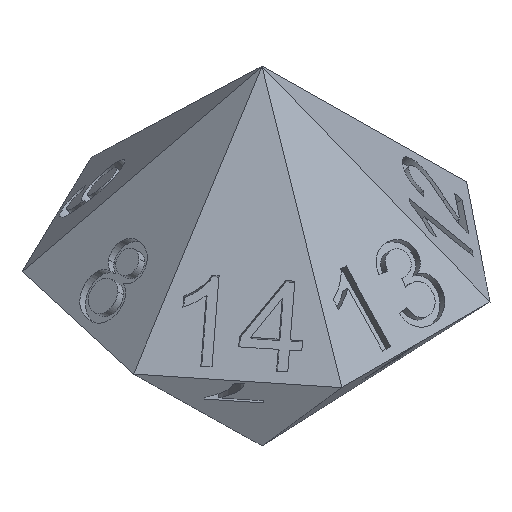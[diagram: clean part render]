
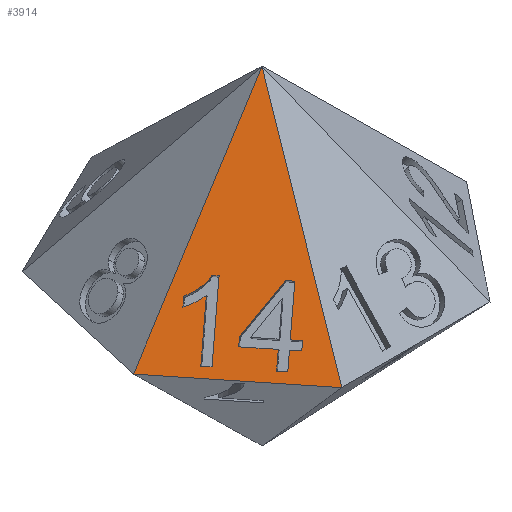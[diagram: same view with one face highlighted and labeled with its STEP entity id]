
A CAD part, isometric view. The second image highlights one B-rep face of the part: STEP entity #3914.
In plain terms, the highlighted planar face has unit normal (-0.571, -0.455, 0.684).
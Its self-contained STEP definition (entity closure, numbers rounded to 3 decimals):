
#3472=CARTESIAN_POINT('',(-12.821,-3.082,0.));
#3473=VERTEX_POINT('',#3472);
#3480=CARTESIAN_POINT('',(0.,-0.156,12.65));
#3481=VERTEX_POINT('',#3480);
#3482=CARTESIAN_POINT('',(0.,-0.156,12.65));
#3483=DIRECTION('',(-0.703,-0.16,-0.693));
#3484=VECTOR('',#3483,18.248);
#3485=LINE('',#3482,#3484);
#3486=EDGE_CURVE('',#3481,#3473,#3485,.T.);
#3688=CARTESIAN_POINT('',(-5.706,-12.005,0.));
#3689=VERTEX_POINT('',#3688);
#3696=CARTESIAN_POINT('',(-12.821,-3.082,0.));
#3697=DIRECTION('',(0.623,-0.782,0.));
#3698=VECTOR('',#3697,11.412);
#3699=LINE('',#3696,#3698);
#3700=EDGE_CURVE('',#3473,#3689,#3699,.T.);
#3743=CARTESIAN_POINT('',(-9.264,-7.544,0.));
#3744=DIRECTION('',(-0.571,-0.455,0.684));
#3745=DIRECTION('',(0.768,-0.,0.641));
#3746=AXIS2_PLACEMENT_3D('',#3743,#3744,#3745);
#3747=PLANE('',#3746);
#3748=CARTESIAN_POINT('',(-5.863,-9.142,1.775));
#3749=VERTEX_POINT('',#3748);
#3750=CARTESIAN_POINT('',(-6.163,-9.382,1.365));
#3751=VERTEX_POINT('',#3750);
#3752=CARTESIAN_POINT('',(-5.863,-9.142,1.775));
#3753=DIRECTION('',(-0.534,-0.426,-0.73));
#3754=VECTOR('',#3753,0.562);
#3755=LINE('',#3752,#3754);
#3756=EDGE_CURVE('',#3749,#3751,#3755,.T.);
#3757=ORIENTED_EDGE('',*,*,#3756,.T.);
#3758=CARTESIAN_POINT('',(-6.584,-8.854,1.365));
#3759=VERTEX_POINT('',#3758);
#3760=CARTESIAN_POINT('',(-6.163,-9.382,1.365));
#3761=DIRECTION('',(-0.623,0.782,-0.));
#3762=VECTOR('',#3761,0.675);
#3763=LINE('',#3760,#3762);
#3764=EDGE_CURVE('',#3751,#3759,#3763,.T.);
#3765=ORIENTED_EDGE('',*,*,#3764,.T.);
#3766=CARTESIAN_POINT('',(-7.223,-9.364,0.491));
#3767=VERTEX_POINT('',#3766);
#3768=CARTESIAN_POINT('',(-6.584,-8.854,1.365));
#3769=DIRECTION('',(-0.534,-0.426,-0.73));
#3770=VECTOR('',#3769,1.196);
#3771=LINE('',#3768,#3770);
#3772=EDGE_CURVE('',#3759,#3767,#3771,.T.);
#3773=ORIENTED_EDGE('',*,*,#3772,.T.);
#3774=CARTESIAN_POINT('',(-7.606,-8.884,0.491));
#3775=VERTEX_POINT('',#3774);
#3776=CARTESIAN_POINT('',(-7.223,-9.364,0.491));
#3777=DIRECTION('',(-0.623,0.782,0.));
#3778=VECTOR('',#3777,0.613);
#3779=LINE('',#3776,#3778);
#3780=EDGE_CURVE('',#3767,#3775,#3779,.T.);
#3781=ORIENTED_EDGE('',*,*,#3780,.T.);
#3782=CARTESIAN_POINT('',(-6.966,-8.375,1.365));
#3783=VERTEX_POINT('',#3782);
#3784=CARTESIAN_POINT('',(-7.606,-8.884,0.491));
#3785=DIRECTION('',(0.534,0.426,0.73));
#3786=VECTOR('',#3785,1.196);
#3787=LINE('',#3784,#3786);
#3788=EDGE_CURVE('',#3775,#3783,#3787,.T.);
#3789=ORIENTED_EDGE('',*,*,#3788,.T.);
#3790=CARTESIAN_POINT('',(-8.318,-6.68,1.365));
#3791=VERTEX_POINT('',#3790);
#3792=CARTESIAN_POINT('',(-6.966,-8.375,1.365));
#3793=DIRECTION('',(-0.623,0.782,-0.));
#3794=VECTOR('',#3793,2.168);
#3795=LINE('',#3792,#3794);
#3796=EDGE_CURVE('',#3783,#3791,#3795,.T.);
#3797=ORIENTED_EDGE('',*,*,#3796,.T.);
#3798=CARTESIAN_POINT('',(-8.017,-6.44,1.775));
#3799=VERTEX_POINT('',#3798);
#3800=CARTESIAN_POINT('',(-8.318,-6.68,1.365));
#3801=DIRECTION('',(0.534,0.426,0.73));
#3802=VECTOR('',#3801,0.562);
#3803=LINE('',#3800,#3802);
#3804=EDGE_CURVE('',#3791,#3799,#3803,.T.);
#3805=ORIENTED_EDGE('',*,*,#3804,.T.);
#3806=CARTESIAN_POINT('',(-4.865,-6.843,4.138));
#3807=VERTEX_POINT('',#3806);
#3808=CARTESIAN_POINT('',(-8.017,-6.44,1.775));
#3809=DIRECTION('',(0.796,-0.102,0.597));
#3810=VECTOR('',#3809,3.96);
#3811=LINE('',#3808,#3810);
#3812=EDGE_CURVE('',#3799,#3807,#3811,.T.);
#3813=ORIENTED_EDGE('',*,*,#3812,.T.);
#3814=CARTESIAN_POINT('',(-4.553,-7.234,4.138));
#3815=VERTEX_POINT('',#3814);
#3816=CARTESIAN_POINT('',(-4.865,-6.843,4.138));
#3817=DIRECTION('',(0.623,-0.782,0.));
#3818=VECTOR('',#3817,0.501);
#3819=LINE('',#3816,#3818);
#3820=EDGE_CURVE('',#3807,#3815,#3819,.T.);
#3821=ORIENTED_EDGE('',*,*,#3820,.T.);
#3822=CARTESIAN_POINT('',(-6.283,-8.614,1.775));
#3823=VERTEX_POINT('',#3822);
#3824=CARTESIAN_POINT('',(-4.553,-7.234,4.138));
#3825=DIRECTION('',(-0.534,-0.426,-0.73));
#3826=VECTOR('',#3825,3.238);
#3827=LINE('',#3824,#3826);
#3828=EDGE_CURVE('',#3815,#3823,#3827,.T.);
#3829=ORIENTED_EDGE('',*,*,#3828,.T.);
#3830=CARTESIAN_POINT('',(-6.283,-8.614,1.775));
#3831=DIRECTION('',(0.623,-0.782,-0.));
#3832=VECTOR('',#3831,0.675);
#3833=LINE('',#3830,#3832);
#3834=EDGE_CURVE('',#3823,#3749,#3833,.T.);
#3835=ORIENTED_EDGE('',*,*,#3834,.T.);
#3836=EDGE_LOOP('',(#3757,#3765,#3773,#3781,#3789,#3797,#3805,#3813,#3821,#3829,#3835));
#3837=FACE_BOUND('',#3836,.T.);
#3838=ORIENTED_EDGE('',*,*,#3700,.T.);
#3839=CARTESIAN_POINT('',(-0.,-0.156,12.65));
#3840=DIRECTION('',(-0.313,-0.649,-0.693));
#3841=VECTOR('',#3840,18.248);
#3842=LINE('',#3839,#3841);
#3843=EDGE_CURVE('',#3481,#3689,#3842,.T.);
#3844=ORIENTED_EDGE('',*,*,#3843,.F.);
#3845=ORIENTED_EDGE('',*,*,#3486,.T.);
#3846=EDGE_LOOP('',(#3838,#3844,#3845));
#3847=FACE_BOUND('',#3846,.T.);
#3848=CARTESIAN_POINT('',(-7.13,-3.98,4.153));
#3849=VERTEX_POINT('',#3848);
#3850=CARTESIAN_POINT('',(-9.812,-6.118,0.491));
#3851=VERTEX_POINT('',#3850);
#3852=CARTESIAN_POINT('',(-7.13,-3.98,4.153));
#3853=DIRECTION('',(-0.534,-0.426,-0.73));
#3854=VECTOR('',#3853,5.017);
#3855=LINE('',#3852,#3854);
#3856=EDGE_CURVE('',#3849,#3851,#3855,.T.);
#3857=ORIENTED_EDGE('',*,*,#3856,.T.);
#3858=CARTESIAN_POINT('',(-10.194,-5.639,0.491));
#3859=VERTEX_POINT('',#3858);
#3860=CARTESIAN_POINT('',(-9.812,-6.118,0.491));
#3861=DIRECTION('',(-0.623,0.782,0.));
#3862=VECTOR('',#3861,0.613);
#3863=LINE('',#3860,#3862);
#3864=EDGE_CURVE('',#3851,#3859,#3863,.T.);
#3865=ORIENTED_EDGE('',*,*,#3864,.T.);
#3866=CARTESIAN_POINT('',(-8.105,-3.973,3.345));
#3867=VERTEX_POINT('',#3866);
#3868=CARTESIAN_POINT('',(-10.194,-5.639,0.491));
#3869=DIRECTION('',(0.534,0.426,0.73));
#3870=VECTOR('',#3869,3.909);
#3871=LINE('',#3868,#3870);
#3872=EDGE_CURVE('',#3859,#3867,#3871,.T.);
#3873=ORIENTED_EDGE('',*,*,#3872,.T.);
#3874=CARTESIAN_POINT('',(-9.265,-3.328,2.805));
#3875=VERTEX_POINT('',#3874);
#3876=CARTESIAN_POINT('',(-8.105,-3.973,3.345));
#3877=CARTESIAN_POINT('',(-8.272,-3.917,3.242));
#3878=CARTESIAN_POINT('',(-8.468,-3.826,3.139));
#3879=CARTESIAN_POINT('',(-8.693,-3.698,3.036));
#3880=CARTESIAN_POINT('',(-8.918,-3.571,2.933));
#3881=CARTESIAN_POINT('',(-9.108,-3.448,2.856));
#3882=CARTESIAN_POINT('',(-9.265,-3.328,2.805));
#3883=B_SPLINE_CURVE_WITH_KNOTS('',3,(#3876,#3877,#3878,#3879,#3880,#3881,#3882),.UNSPECIFIED.,.F.,.F.,(4,3,4),(0.,0.5,1.),.UNSPECIFIED.);
#3884=EDGE_CURVE('',#3867,#3875,#3883,.T.);
#3885=ORIENTED_EDGE('',*,*,#3884,.T.);
#3886=CARTESIAN_POINT('',(-8.948,-3.076,3.238));
#3887=VERTEX_POINT('',#3886);
#3888=CARTESIAN_POINT('',(-9.265,-3.328,2.805));
#3889=DIRECTION('',(0.534,0.426,0.73));
#3890=VECTOR('',#3889,0.593);
#3891=LINE('',#3888,#3890);
#3892=EDGE_CURVE('',#3875,#3887,#3891,.T.);
#3893=ORIENTED_EDGE('',*,*,#3892,.T.);
#3894=CARTESIAN_POINT('',(-7.377,-3.671,4.153));
#3895=VERTEX_POINT('',#3894);
#3896=CARTESIAN_POINT('',(-8.948,-3.076,3.238));
#3897=CARTESIAN_POINT('',(-8.648,-3.275,3.355));
#3898=CARTESIAN_POINT('',(-8.356,-3.426,3.498));
#3899=CARTESIAN_POINT('',(-8.074,-3.529,3.665));
#3900=CARTESIAN_POINT('',(-7.791,-3.632,3.833));
#3901=CARTESIAN_POINT('',(-7.559,-3.679,3.996));
#3902=CARTESIAN_POINT('',(-7.377,-3.671,4.153));
#3903=B_SPLINE_CURVE_WITH_KNOTS('',3,(#3896,#3897,#3898,#3899,#3900,#3901,#3902),.UNSPECIFIED.,.F.,.F.,(4,3,4),(0.,0.5,1.),.UNSPECIFIED.);
#3904=EDGE_CURVE('',#3887,#3895,#3903,.T.);
#3905=ORIENTED_EDGE('',*,*,#3904,.T.);
#3906=CARTESIAN_POINT('',(-7.377,-3.671,4.153));
#3907=DIRECTION('',(0.623,-0.782,0.));
#3908=VECTOR('',#3907,0.395);
#3909=LINE('',#3906,#3908);
#3910=EDGE_CURVE('',#3895,#3849,#3909,.T.);
#3911=ORIENTED_EDGE('',*,*,#3910,.T.);
#3912=EDGE_LOOP('',(#3857,#3865,#3873,#3885,#3893,#3905,#3911));
#3913=FACE_BOUND('',#3912,.T.);
#3914=ADVANCED_FACE('',(#3837,#3847,#3913),#3747,.T.);
